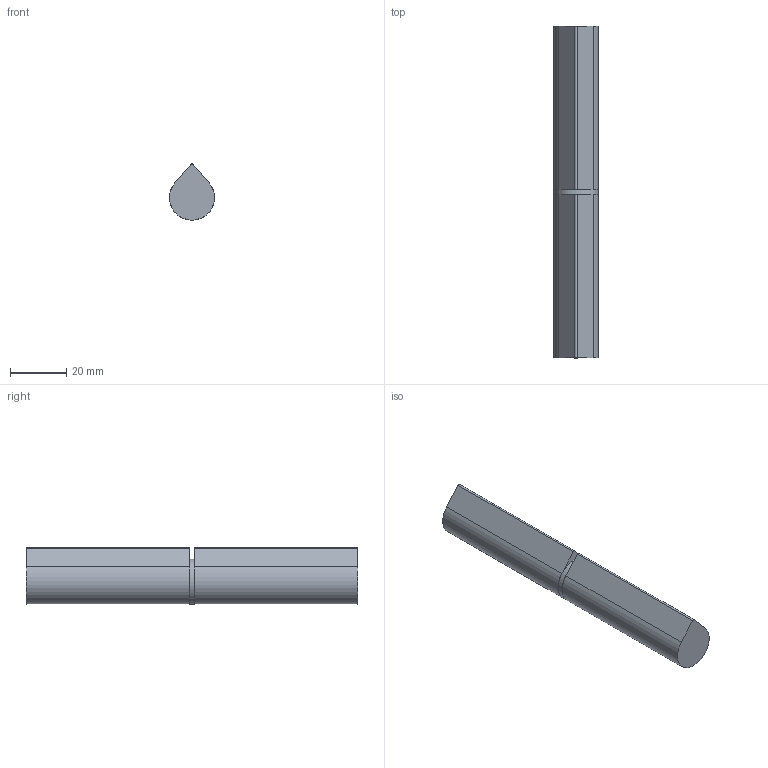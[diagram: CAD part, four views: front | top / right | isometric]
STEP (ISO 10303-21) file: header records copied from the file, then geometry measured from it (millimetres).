
FILE_DESCRIPTION (( 'STEP AP203' ), '1' );
FILE_NAME ('560-120.step', '2021-09-08T13:32:38', ( '' ), ( '' ), 'SwSTEP 2.0', 'SolidWorks 2018', '' );
FILE_SCHEMA (( 'CONFIG_CONTROL_DESIGN' ));
Length unit declared in the file: millimetre
Products named in the file (7): 560-xx Teil2_560-120 Teil2; 560-120; 560-xx Teil2; 560-xx Teil3_560-120 Teil3; 560-xx Teil1_560-120 Teil1; 560-xx Teil1; 560-xx Teil3
Assembly tree (3 placements, depth 2):
  560-120
    560-xx Teil1_560-120 Teil1
    560-xx Teil2_560-120 Teil2
    560-xx Teil3_560-120 Teil3
  560-xx Teil2
  560-xx Teil1
  560-xx Teil3
Bounding box: 16 x 118 x 20 mm (x, y, z)
Volume: 23845.1 mm3; surface area: 12484.4 mm2
Topology: 4 solids, 4 shells, 257 faces, 673 edges, 448 vertices
Faces by surface type: plane 137, bspline 109, cylinder 9, cone 2
Full cylindrical faces by diameter (mm): 9 x1, 9.1 x1, 9.25 x1, 9.4 x1, 16 x1
Entity records: 13200 total; most frequent: CARTESIAN_POINT 6983, ORIENTED_EDGE 1332, DIRECTION 778, EDGE_CURVE 666, VERTEX_POINT 448, LINE 428, VECTOR 428, EDGE_LOOP 290
